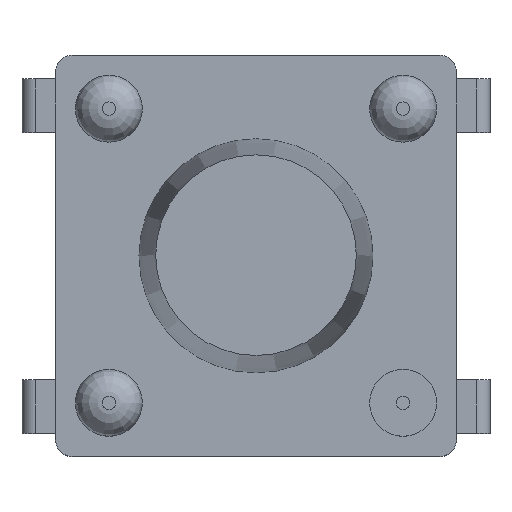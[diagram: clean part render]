
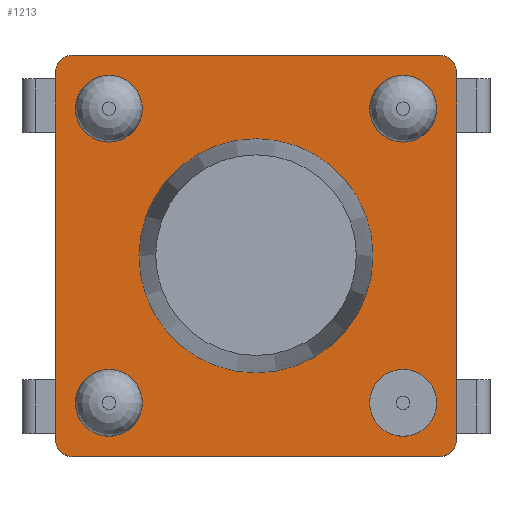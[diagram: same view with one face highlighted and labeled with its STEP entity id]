
A CAD part, top view. The second image highlights one B-rep face of the part: STEP entity #1213.
In plain terms, the highlighted planar face has unit normal (0, 0, 1).
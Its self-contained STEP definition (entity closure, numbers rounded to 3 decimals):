
#1152 = VERTEX_POINT('',#1153);
#1153 = CARTESIAN_POINT('',(-1.7,-2.2,3.5));
#1169 = EDGE_CURVE('',#1152,#1152,#1170,.T.);
#1170 = CIRCLE('',#1171,0.5);
#1171 = AXIS2_PLACEMENT_3D('',#1172,#1173,#1174);
#1172 = CARTESIAN_POINT('',(-2.2,-2.2,3.5));
#1173 = DIRECTION('',(0.,0.,1.));
#1174 = DIRECTION('',(1.,0.,0.));
#1213 = ADVANCED_FACE('',(#1214,#1284,#1287,#1298,#1309,#1320),#1331,.T.
  );
#1214 = FACE_BOUND('',#1215,.T.);
#1215 = EDGE_LOOP('',(#1216,#1227,#1235,#1244,#1252,#1261,#1269,#1278));
#1216 = ORIENTED_EDGE('',*,*,#1217,.T.);
#1217 = EDGE_CURVE('',#1218,#1220,#1222,.T.);
#1218 = VERTEX_POINT('',#1219);
#1219 = CARTESIAN_POINT('',(-2.75,3.,3.5));
#1220 = VERTEX_POINT('',#1221);
#1221 = CARTESIAN_POINT('',(-3.,2.75,3.5));
#1222 = CIRCLE('',#1223,0.25);
#1223 = AXIS2_PLACEMENT_3D('',#1224,#1225,#1226);
#1224 = CARTESIAN_POINT('',(-2.75,2.75,3.5));
#1225 = DIRECTION('',(0.,0.,1.));
#1226 = DIRECTION('',(1.,0.,0.));
#1227 = ORIENTED_EDGE('',*,*,#1228,.T.);
#1228 = EDGE_CURVE('',#1220,#1229,#1231,.T.);
#1229 = VERTEX_POINT('',#1230);
#1230 = CARTESIAN_POINT('',(-3.,-2.75,3.5));
#1231 = LINE('',#1232,#1233);
#1232 = CARTESIAN_POINT('',(-3.,2.75,3.5));
#1233 = VECTOR('',#1234,1.);
#1234 = DIRECTION('',(0.,-1.,0.));
#1235 = ORIENTED_EDGE('',*,*,#1236,.T.);
#1236 = EDGE_CURVE('',#1229,#1237,#1239,.T.);
#1237 = VERTEX_POINT('',#1238);
#1238 = CARTESIAN_POINT('',(-2.75,-3.,3.5));
#1239 = CIRCLE('',#1240,0.25);
#1240 = AXIS2_PLACEMENT_3D('',#1241,#1242,#1243);
#1241 = CARTESIAN_POINT('',(-2.75,-2.75,3.5));
#1242 = DIRECTION('',(0.,0.,1.));
#1243 = DIRECTION('',(1.,0.,0.));
#1244 = ORIENTED_EDGE('',*,*,#1245,.F.);
#1245 = EDGE_CURVE('',#1246,#1237,#1248,.T.);
#1246 = VERTEX_POINT('',#1247);
#1247 = CARTESIAN_POINT('',(2.75,-3.,3.5));
#1248 = LINE('',#1249,#1250);
#1249 = CARTESIAN_POINT('',(2.75,-3.,3.5));
#1250 = VECTOR('',#1251,1.);
#1251 = DIRECTION('',(-1.,0.,0.));
#1252 = ORIENTED_EDGE('',*,*,#1253,.T.);
#1253 = EDGE_CURVE('',#1246,#1254,#1256,.T.);
#1254 = VERTEX_POINT('',#1255);
#1255 = CARTESIAN_POINT('',(3.,-2.75,3.5));
#1256 = CIRCLE('',#1257,0.25);
#1257 = AXIS2_PLACEMENT_3D('',#1258,#1259,#1260);
#1258 = CARTESIAN_POINT('',(2.75,-2.75,3.5));
#1259 = DIRECTION('',(0.,0.,1.));
#1260 = DIRECTION('',(1.,0.,0.));
#1261 = ORIENTED_EDGE('',*,*,#1262,.T.);
#1262 = EDGE_CURVE('',#1254,#1263,#1265,.T.);
#1263 = VERTEX_POINT('',#1264);
#1264 = CARTESIAN_POINT('',(3.,2.75,3.5));
#1265 = LINE('',#1266,#1267);
#1266 = CARTESIAN_POINT('',(3.,-2.75,3.5));
#1267 = VECTOR('',#1268,1.);
#1268 = DIRECTION('',(0.,1.,0.));
#1269 = ORIENTED_EDGE('',*,*,#1270,.T.);
#1270 = EDGE_CURVE('',#1263,#1271,#1273,.T.);
#1271 = VERTEX_POINT('',#1272);
#1272 = CARTESIAN_POINT('',(2.75,3.,3.5));
#1273 = CIRCLE('',#1274,0.25);
#1274 = AXIS2_PLACEMENT_3D('',#1275,#1276,#1277);
#1275 = CARTESIAN_POINT('',(2.75,2.75,3.5));
#1276 = DIRECTION('',(0.,0.,1.));
#1277 = DIRECTION('',(1.,0.,0.));
#1278 = ORIENTED_EDGE('',*,*,#1279,.F.);
#1279 = EDGE_CURVE('',#1218,#1271,#1280,.T.);
#1280 = LINE('',#1281,#1282);
#1281 = CARTESIAN_POINT('',(-2.75,3.,3.5));
#1282 = VECTOR('',#1283,1.);
#1283 = DIRECTION('',(1.,0.,0.));
#1284 = FACE_BOUND('',#1285,.T.);
#1285 = EDGE_LOOP('',(#1286));
#1286 = ORIENTED_EDGE('',*,*,#1169,.F.);
#1287 = FACE_BOUND('',#1288,.T.);
#1288 = EDGE_LOOP('',(#1289));
#1289 = ORIENTED_EDGE('',*,*,#1290,.F.);
#1290 = EDGE_CURVE('',#1291,#1291,#1293,.T.);
#1291 = VERTEX_POINT('',#1292);
#1292 = CARTESIAN_POINT('',(2.7,-2.2,3.5));
#1293 = CIRCLE('',#1294,0.5);
#1294 = AXIS2_PLACEMENT_3D('',#1295,#1296,#1297);
#1295 = CARTESIAN_POINT('',(2.2,-2.2,3.5));
#1296 = DIRECTION('',(0.,0.,1.));
#1297 = DIRECTION('',(1.,0.,0.));
#1298 = FACE_BOUND('',#1299,.T.);
#1299 = EDGE_LOOP('',(#1300));
#1300 = ORIENTED_EDGE('',*,*,#1301,.F.);
#1301 = EDGE_CURVE('',#1302,#1302,#1304,.T.);
#1302 = VERTEX_POINT('',#1303);
#1303 = CARTESIAN_POINT('',(-1.7,2.2,3.5));
#1304 = CIRCLE('',#1305,0.5);
#1305 = AXIS2_PLACEMENT_3D('',#1306,#1307,#1308);
#1306 = CARTESIAN_POINT('',(-2.2,2.2,3.5));
#1307 = DIRECTION('',(0.,0.,1.));
#1308 = DIRECTION('',(1.,0.,0.));
#1309 = FACE_BOUND('',#1310,.T.);
#1310 = EDGE_LOOP('',(#1311));
#1311 = ORIENTED_EDGE('',*,*,#1312,.F.);
#1312 = EDGE_CURVE('',#1313,#1313,#1315,.T.);
#1313 = VERTEX_POINT('',#1314);
#1314 = CARTESIAN_POINT('',(1.75,0.,3.5));
#1315 = CIRCLE('',#1316,1.75);
#1316 = AXIS2_PLACEMENT_3D('',#1317,#1318,#1319);
#1317 = CARTESIAN_POINT('',(0.,0.,3.5));
#1318 = DIRECTION('',(0.,0.,1.));
#1319 = DIRECTION('',(1.,0.,0.));
#1320 = FACE_BOUND('',#1321,.T.);
#1321 = EDGE_LOOP('',(#1322));
#1322 = ORIENTED_EDGE('',*,*,#1323,.F.);
#1323 = EDGE_CURVE('',#1324,#1324,#1326,.T.);
#1324 = VERTEX_POINT('',#1325);
#1325 = CARTESIAN_POINT('',(2.7,2.2,3.5));
#1326 = CIRCLE('',#1327,0.5);
#1327 = AXIS2_PLACEMENT_3D('',#1328,#1329,#1330);
#1328 = CARTESIAN_POINT('',(2.2,2.2,3.5));
#1329 = DIRECTION('',(0.,0.,1.));
#1330 = DIRECTION('',(1.,0.,0.));
#1331 = PLANE('',#1332);
#1332 = AXIS2_PLACEMENT_3D('',#1333,#1334,#1335);
#1333 = CARTESIAN_POINT('',(0.,0.,3.5));
#1334 = DIRECTION('',(0.,0.,1.));
#1335 = DIRECTION('',(1.,0.,0.));
